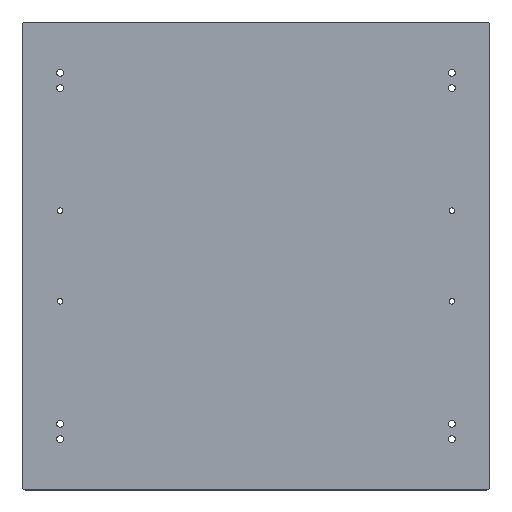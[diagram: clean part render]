
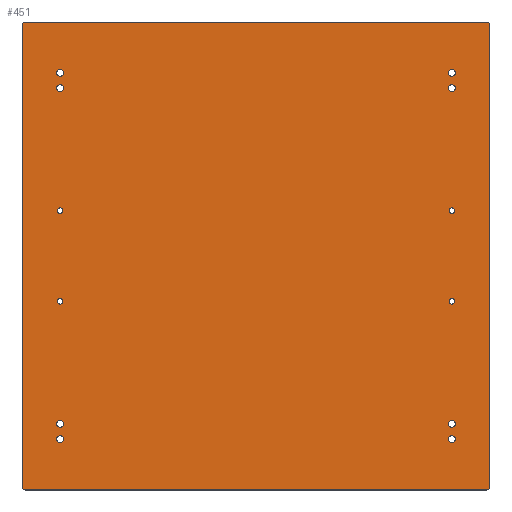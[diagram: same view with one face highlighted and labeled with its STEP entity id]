
A CAD part, top view. The second image highlights one B-rep face of the part: STEP entity #451.
In plain terms, the highlighted planar face has unit normal (0, 0, 1).
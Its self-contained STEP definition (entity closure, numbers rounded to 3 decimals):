
#15=FACE_BOUND('',#82,.T.);
#16=FACE_BOUND('',#83,.T.);
#17=FACE_BOUND('',#84,.T.);
#18=FACE_BOUND('',#85,.T.);
#19=FACE_BOUND('',#86,.T.);
#20=FACE_BOUND('',#87,.T.);
#21=FACE_BOUND('',#88,.T.);
#22=FACE_BOUND('',#89,.T.);
#23=FACE_BOUND('',#90,.T.);
#24=FACE_BOUND('',#91,.T.);
#25=FACE_BOUND('',#92,.T.);
#26=FACE_BOUND('',#93,.T.);
#40=PLANE('',#513);
#59=FACE_OUTER_BOUND('',#81,.T.);
#81=EDGE_LOOP('',(#357,#358,#359,#360,#361,#362,#363,#364));
#82=EDGE_LOOP('',(#365));
#83=EDGE_LOOP('',(#366));
#84=EDGE_LOOP('',(#367));
#85=EDGE_LOOP('',(#368));
#86=EDGE_LOOP('',(#369));
#87=EDGE_LOOP('',(#370));
#88=EDGE_LOOP('',(#371));
#89=EDGE_LOOP('',(#372));
#90=EDGE_LOOP('',(#373));
#91=EDGE_LOOP('',(#374));
#92=EDGE_LOOP('',(#375));
#93=EDGE_LOOP('',(#376));
#127=LINE('',#749,#155);
#130=LINE('',#755,#158);
#131=LINE('',#759,#159);
#132=LINE('',#763,#160);
#155=VECTOR('',#623,10.);
#158=VECTOR('',#628,10.);
#159=VECTOR('',#631,10.);
#160=VECTOR('',#634,10.);
#169=CIRCLE('',#474,3.3);
#171=CIRCLE('',#477,3.3);
#173=CIRCLE('',#480,3.3);
#175=CIRCLE('',#483,3.3);
#177=CIRCLE('',#486,3.3);
#179=CIRCLE('',#489,3.3);
#181=CIRCLE('',#492,3.3);
#183=CIRCLE('',#495,3.3);
#185=CIRCLE('',#498,2.75);
#187=CIRCLE('',#501,2.75);
#189=CIRCLE('',#504,2.75);
#191=CIRCLE('',#507,2.75);
#194=CIRCLE('',#511,3.);
#195=CIRCLE('',#514,3.);
#196=CIRCLE('',#515,3.);
#197=CIRCLE('',#516,3.);
#201=VERTEX_POINT('',#667);
#203=VERTEX_POINT('',#673);
#205=VERTEX_POINT('',#679);
#207=VERTEX_POINT('',#685);
#209=VERTEX_POINT('',#691);
#211=VERTEX_POINT('',#697);
#213=VERTEX_POINT('',#703);
#215=VERTEX_POINT('',#709);
#217=VERTEX_POINT('',#715);
#219=VERTEX_POINT('',#721);
#221=VERTEX_POINT('',#727);
#223=VERTEX_POINT('',#733);
#227=VERTEX_POINT('',#742);
#228=VERTEX_POINT('',#744);
#229=VERTEX_POINT('',#748);
#231=VERTEX_POINT('',#754);
#232=VERTEX_POINT('',#756);
#233=VERTEX_POINT('',#758);
#234=VERTEX_POINT('',#760);
#235=VERTEX_POINT('',#762);
#241=EDGE_CURVE('',#201,#201,#169,.T.);
#244=EDGE_CURVE('',#203,#203,#171,.T.);
#247=EDGE_CURVE('',#205,#205,#173,.T.);
#250=EDGE_CURVE('',#207,#207,#175,.T.);
#253=EDGE_CURVE('',#209,#209,#177,.T.);
#256=EDGE_CURVE('',#211,#211,#179,.T.);
#259=EDGE_CURVE('',#213,#213,#181,.T.);
#262=EDGE_CURVE('',#215,#215,#183,.T.);
#265=EDGE_CURVE('',#217,#217,#185,.T.);
#268=EDGE_CURVE('',#219,#219,#187,.T.);
#271=EDGE_CURVE('',#221,#221,#189,.T.);
#274=EDGE_CURVE('',#223,#223,#191,.T.);
#279=EDGE_CURVE('',#227,#228,#194,.T.);
#281=EDGE_CURVE('',#229,#228,#127,.T.);
#284=EDGE_CURVE('',#227,#231,#130,.T.);
#285=EDGE_CURVE('',#232,#231,#195,.T.);
#286=EDGE_CURVE('',#232,#233,#131,.T.);
#287=EDGE_CURVE('',#234,#233,#196,.T.);
#288=EDGE_CURVE('',#234,#235,#132,.T.);
#289=EDGE_CURVE('',#229,#235,#197,.T.);
#357=ORIENTED_EDGE('',*,*,#279,.F.);
#358=ORIENTED_EDGE('',*,*,#284,.T.);
#359=ORIENTED_EDGE('',*,*,#285,.F.);
#360=ORIENTED_EDGE('',*,*,#286,.T.);
#361=ORIENTED_EDGE('',*,*,#287,.F.);
#362=ORIENTED_EDGE('',*,*,#288,.T.);
#363=ORIENTED_EDGE('',*,*,#289,.F.);
#364=ORIENTED_EDGE('',*,*,#281,.T.);
#365=ORIENTED_EDGE('',*,*,#241,.T.);
#366=ORIENTED_EDGE('',*,*,#244,.T.);
#367=ORIENTED_EDGE('',*,*,#247,.T.);
#368=ORIENTED_EDGE('',*,*,#250,.T.);
#369=ORIENTED_EDGE('',*,*,#253,.T.);
#370=ORIENTED_EDGE('',*,*,#256,.T.);
#371=ORIENTED_EDGE('',*,*,#259,.T.);
#372=ORIENTED_EDGE('',*,*,#262,.T.);
#373=ORIENTED_EDGE('',*,*,#265,.T.);
#374=ORIENTED_EDGE('',*,*,#268,.T.);
#375=ORIENTED_EDGE('',*,*,#271,.T.);
#376=ORIENTED_EDGE('',*,*,#274,.T.);
#451=ADVANCED_FACE('',(#59,#15,#16,#17,#18,#19,#20,#21,#22,#23,#24,#25,
#26),#40,.T.);
#474=AXIS2_PLACEMENT_3D('',#668,#531,#532);
#477=AXIS2_PLACEMENT_3D('',#674,#538,#539);
#480=AXIS2_PLACEMENT_3D('',#680,#545,#546);
#483=AXIS2_PLACEMENT_3D('',#686,#552,#553);
#486=AXIS2_PLACEMENT_3D('',#692,#559,#560);
#489=AXIS2_PLACEMENT_3D('',#698,#566,#567);
#492=AXIS2_PLACEMENT_3D('',#704,#573,#574);
#495=AXIS2_PLACEMENT_3D('',#710,#580,#581);
#498=AXIS2_PLACEMENT_3D('',#716,#587,#588);
#501=AXIS2_PLACEMENT_3D('',#722,#594,#595);
#504=AXIS2_PLACEMENT_3D('',#728,#601,#602);
#507=AXIS2_PLACEMENT_3D('',#734,#608,#609);
#511=AXIS2_PLACEMENT_3D('',#745,#618,#619);
#513=AXIS2_PLACEMENT_3D('',#753,#626,#627);
#514=AXIS2_PLACEMENT_3D('',#757,#629,#630);
#515=AXIS2_PLACEMENT_3D('',#761,#632,#633);
#516=AXIS2_PLACEMENT_3D('',#764,#635,#636);
#531=DIRECTION('center_axis',(0.,0.,-1.));
#532=DIRECTION('ref_axis',(1.,0.,0.));
#538=DIRECTION('center_axis',(0.,0.,-1.));
#539=DIRECTION('ref_axis',(1.,0.,0.));
#545=DIRECTION('center_axis',(0.,0.,-1.));
#546=DIRECTION('ref_axis',(1.,0.,0.));
#552=DIRECTION('center_axis',(0.,0.,-1.));
#553=DIRECTION('ref_axis',(1.,0.,0.));
#559=DIRECTION('center_axis',(0.,0.,-1.));
#560=DIRECTION('ref_axis',(1.,0.,0.));
#566=DIRECTION('center_axis',(0.,0.,-1.));
#567=DIRECTION('ref_axis',(1.,0.,0.));
#573=DIRECTION('center_axis',(0.,0.,-1.));
#574=DIRECTION('ref_axis',(1.,0.,0.));
#580=DIRECTION('center_axis',(0.,0.,-1.));
#581=DIRECTION('ref_axis',(1.,0.,0.));
#587=DIRECTION('center_axis',(0.,0.,-1.));
#588=DIRECTION('ref_axis',(1.,0.,0.));
#594=DIRECTION('center_axis',(0.,0.,-1.));
#595=DIRECTION('ref_axis',(1.,0.,0.));
#601=DIRECTION('center_axis',(0.,0.,-1.));
#602=DIRECTION('ref_axis',(1.,0.,0.));
#608=DIRECTION('center_axis',(0.,0.,-1.));
#609=DIRECTION('ref_axis',(1.,0.,0.));
#618=DIRECTION('center_axis',(0.,0.,-1.));
#619=DIRECTION('ref_axis',(-0.707,-0.707,0.));
#623=DIRECTION('',(0.,-1.,0.));
#626=DIRECTION('center_axis',(0.,0.,1.));
#627=DIRECTION('ref_axis',(1.,0.,0.));
#628=DIRECTION('',(1.,0.,0.));
#629=DIRECTION('center_axis',(0.,0.,-1.));
#630=DIRECTION('ref_axis',(0.707,-0.707,0.));
#631=DIRECTION('',(0.,1.,0.));
#632=DIRECTION('center_axis',(0.,0.,-1.));
#633=DIRECTION('ref_axis',(0.707,0.707,0.));
#634=DIRECTION('',(-1.,0.,0.));
#635=DIRECTION('center_axis',(0.,0.,-1.));
#636=DIRECTION('ref_axis',(-0.707,0.707,0.));
#667=CARTESIAN_POINT('',(189.2,-165.,0.));
#668=CARTESIAN_POINT('Origin',(192.5,-165.,0.));
#673=CARTESIAN_POINT('',(189.2,180.,0.));
#674=CARTESIAN_POINT('Origin',(192.5,180.,0.));
#679=CARTESIAN_POINT('',(-195.8,-165.,0.));
#680=CARTESIAN_POINT('Origin',(-192.5,-165.,0.));
#685=CARTESIAN_POINT('',(-195.8,180.,0.));
#686=CARTESIAN_POINT('Origin',(-192.5,180.,0.));
#691=CARTESIAN_POINT('',(-195.8,165.,0.));
#692=CARTESIAN_POINT('Origin',(-192.5,165.,0.));
#697=CARTESIAN_POINT('',(-195.8,-180.,0.));
#698=CARTESIAN_POINT('Origin',(-192.5,-180.,0.));
#703=CARTESIAN_POINT('',(189.2,165.,0.));
#704=CARTESIAN_POINT('Origin',(192.5,165.,0.));
#709=CARTESIAN_POINT('',(189.2,-180.,0.));
#710=CARTESIAN_POINT('Origin',(192.5,-180.,0.));
#715=CARTESIAN_POINT('',(189.75,44.5,0.));
#716=CARTESIAN_POINT('Origin',(192.5,44.5,0.));
#721=CARTESIAN_POINT('',(-195.25,44.5,0.));
#722=CARTESIAN_POINT('Origin',(-192.5,44.5,0.));
#727=CARTESIAN_POINT('',(-195.25,-44.5,0.));
#728=CARTESIAN_POINT('Origin',(-192.5,-44.5,0.));
#733=CARTESIAN_POINT('',(189.75,-44.5,0.));
#734=CARTESIAN_POINT('Origin',(192.5,-44.5,0.));
#742=CARTESIAN_POINT('',(-227.,-230.,0.));
#744=CARTESIAN_POINT('',(-230.,-227.,0.));
#745=CARTESIAN_POINT('Origin',(-227.,-227.,0.));
#748=CARTESIAN_POINT('',(-230.,227.,0.));
#749=CARTESIAN_POINT('',(-230.,230.,0.));
#753=CARTESIAN_POINT('Origin',(0.,0.,0.));
#754=CARTESIAN_POINT('',(227.,-230.,0.));
#755=CARTESIAN_POINT('',(-230.,-230.,0.));
#756=CARTESIAN_POINT('',(230.,-227.,0.));
#757=CARTESIAN_POINT('Origin',(227.,-227.,0.));
#758=CARTESIAN_POINT('',(230.,227.,0.));
#759=CARTESIAN_POINT('',(230.,-230.,0.));
#760=CARTESIAN_POINT('',(227.,230.,0.));
#761=CARTESIAN_POINT('Origin',(227.,227.,0.));
#762=CARTESIAN_POINT('',(-227.,230.,0.));
#763=CARTESIAN_POINT('',(230.,230.,0.));
#764=CARTESIAN_POINT('Origin',(-227.,227.,0.));
